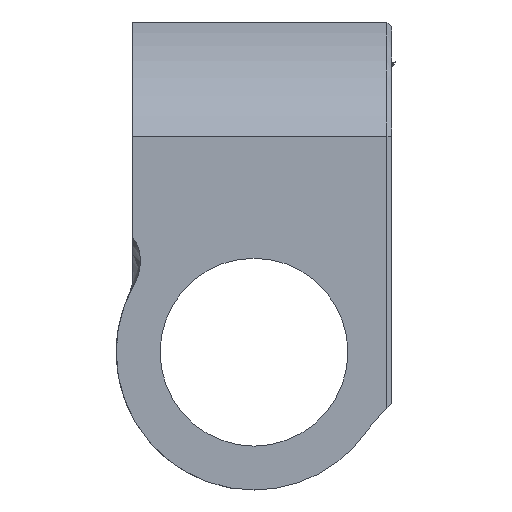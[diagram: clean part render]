
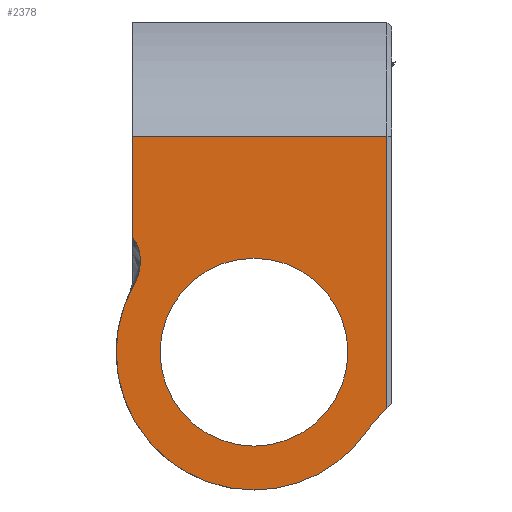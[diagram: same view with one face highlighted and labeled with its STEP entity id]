
A CAD part, front view. The second image highlights one B-rep face of the part: STEP entity #2378.
In plain terms, the highlighted planar face has unit normal (0, -1, 0).
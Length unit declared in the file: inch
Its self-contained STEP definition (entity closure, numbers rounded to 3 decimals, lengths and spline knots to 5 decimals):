
#12 = CARTESIAN_POINT ( 'NONE',  ( 2.2901, 2.16979, -1.15842 ) ) ;
#59 = CARTESIAN_POINT ( 'NONE',  ( 2.2897, 2.16979, -1.15701 ) ) ;
#153 = CARTESIAN_POINT ( 'NONE',  ( 2.29372, 2.16975, -1.17669 ) ) ;
#194 = CARTESIAN_POINT ( 'NONE',  ( 2.28354, 2.16978, -1.14055 ) ) ;
#252 = DIRECTION ( 'NONE',  ( 0., 0., -1. ) ) ;
#747 = VERTEX_POINT ( 'NONE', #5113 ) ;
#762 = CARTESIAN_POINT ( 'NONE',  ( 2.28856, 2.16976, -1.15301 ) ) ;
#773 = CARTESIAN_POINT ( 'NONE',  ( 3.31943, 2.16978, -1.93926 ) ) ;
#807 = CARTESIAN_POINT ( 'NONE',  ( 2.645, 2.16978, -1.47513 ) ) ;
#848 = CIRCLE ( 'NONE', #8759, 0.3937 ) ;
#982 = AXIS2_PLACEMENT_3D ( 'NONE', #807, #8651, #3177 ) ;
#1006 = VECTOR ( 'NONE', #7215, 39.37008 ) ;
#1103 = ORIENTED_EDGE ( 'NONE', *, *, #8667, .F. ) ;
#1129 = CIRCLE ( 'NONE', #982, 0.425 ) ;
#1137 = B_SPLINE_CURVE_WITH_KNOTS ( 'NONE', 3,
 ( #7144, #2999, #2186, #153, #5805, #7827, #2955, #7095, #1544, #12, #7052, #59, #2864, #762, #6496, #4333, #3546, #5020, #194, #2913, #1594, #8418, #5671, #8606, #6359 ),
 .UNSPECIFIED., .F., .F.,
 ( 4, 2, 2, 2, 1, 1, 2, 2, 2, 2, 1, 2, 2, 4 ),
 ( 0., 0.25, 0.375, 0.4375, 0.46875, 0.48438, 0.49219, 0.5, 0.625, 0.6875, 0.71875, 0.73438, 0.75, 1. ),
 .UNSPECIFIED. ) ;
#1146 = LINE ( 'NONE', #3923, #8294 ) ;
#1313 = ORIENTED_EDGE ( 'NONE', *, *, #7645, .F. ) ;
#1419 = VERTEX_POINT ( 'NONE', #4902 ) ;
#1544 = CARTESIAN_POINT ( 'NONE',  ( 2.29062, 2.1698, -1.16037 ) ) ;
#1553 = CARTESIAN_POINT ( 'NONE',  ( 2.27142, 2.16978, -0.80862 ) ) ;
#1557 = DIRECTION ( 'NONE',  ( 0., 1., 0. ) ) ;
#1594 = CARTESIAN_POINT ( 'NONE',  ( 2.28271, 2.16978, -1.13887 ) ) ;
#1625 = DIRECTION ( 'NONE',  ( 0., -1., 0. ) ) ;
#1657 = EDGE_CURVE ( 'NONE', #5652, #4765, #7922, .T. ) ;
#1717 = DIRECTION ( 'NONE',  ( 1., 0., 0. ) ) ;
#1752 = ORIENTED_EDGE ( 'NONE', *, *, #6088, .F. ) ;
#1755 = CARTESIAN_POINT ( 'NONE',  ( 2.28689, 2.16978, -1.242 ) ) ;
#2049 = VERTEX_POINT ( 'NONE', #8864 ) ;
#2148 = CARTESIAN_POINT ( 'NONE',  ( 2.645, 2.16978, -1.47513 ) ) ;
#2152 = CIRCLE ( 'NONE', #7867, 0.425 ) ;
#2186 = CARTESIAN_POINT ( 'NONE',  ( 2.29467, 2.16974, -1.18636 ) ) ;
#2378 = ADVANCED_FACE ( 'NONE', ( #8644, #7908 ), #5189, .F. ) ;
#2671 = VERTEX_POINT ( 'NONE', #5313 ) ;
#2769 = ORIENTED_EDGE ( 'NONE', *, *, #5914, .T. ) ;
#2863 = VERTEX_POINT ( 'NONE', #8673 ) ;
#2864 = CARTESIAN_POINT ( 'NONE',  ( 2.2896, 2.16979, -1.15665 ) ) ;
#2913 = CARTESIAN_POINT ( 'NONE',  ( 2.28304, 2.16978, -1.13954 ) ) ;
#2924 = DIRECTION ( 'NONE',  ( 0., 0., -1. ) ) ;
#2955 = CARTESIAN_POINT ( 'NONE',  ( 2.29176, 2.1698, -1.16519 ) ) ;
#2999 = CARTESIAN_POINT ( 'NONE',  ( 2.29471, 2.16978, -1.1914 ) ) ;
#3033 = CARTESIAN_POINT ( 'NONE',  ( 2.29456, 2.16978, -1.207 ) ) ;
#3177 = DIRECTION ( 'NONE',  ( 0., 0., -1. ) ) ;
#3238 = CARTESIAN_POINT ( 'NONE',  ( 3.055, 2.16978, -1.64758 ) ) ;
#3405 = ORIENTED_EDGE ( 'NONE', *, *, #7980, .T. ) ;
#3546 = CARTESIAN_POINT ( 'NONE',  ( 2.28499, 2.16978, -1.14373 ) ) ;
#3672 = DIRECTION ( 'NONE',  ( 0., 1., 0. ) ) ;
#3687 = EDGE_LOOP ( 'NONE', ( #1103, #4078 ) ) ;
#3923 = CARTESIAN_POINT ( 'NONE',  ( 2.67071, 2.16978, -0.80862 ) ) ;
#4078 = ORIENTED_EDGE ( 'NONE', *, *, #7273, .F. ) ;
#4333 = CARTESIAN_POINT ( 'NONE',  ( 2.28562, 2.16977, -1.1452 ) ) ;
#4409 = LINE ( 'NONE', #7991, #1006 ) ;
#4765 = VERTEX_POINT ( 'NONE', #4964 ) ;
#4767 = ORIENTED_EDGE ( 'NONE', *, *, #1657, .T. ) ;
#4863 = ORIENTED_EDGE ( 'NONE', *, *, #7109, .T. ) ;
#4902 = CARTESIAN_POINT ( 'NONE',  ( 3.055, 2.16978, -0.80862 ) ) ;
#4931 = AXIS2_PLACEMENT_3D ( 'NONE', #5232, #1625, #7303 ) ;
#4940 = DIRECTION ( 'NONE',  ( 0., 0., -1. ) ) ;
#4941 = CIRCLE ( 'NONE', #4931, 0.28959 ) ;
#4964 = CARTESIAN_POINT ( 'NONE',  ( 2.27142, 2.16978, -1.12188 ) ) ;
#5020 = CARTESIAN_POINT ( 'NONE',  ( 2.28403, 2.16978, -1.1416 ) ) ;
#5078 = AXIS2_PLACEMENT_3D ( 'NONE', #2148, #7841, #4940 ) ;
#5113 = CARTESIAN_POINT ( 'NONE',  ( 2.27647, 2.16978, -1.26343 ) ) ;
#5189 = PLANE ( 'NONE',  #6814 ) ;
#5232 = CARTESIAN_POINT ( 'NONE',  ( 2.645, 2.16978, -1.47513 ) ) ;
#5313 = CARTESIAN_POINT ( 'NONE',  ( 2.645, 2.16978, -1.90013 ) ) ;
#5352 = DIRECTION ( 'NONE',  ( 0., 1., 0. ) ) ;
#5652 = VERTEX_POINT ( 'NONE', #1553 ) ;
#5671 = CARTESIAN_POINT ( 'NONE',  ( 2.27908, 2.16978, -1.13178 ) ) ;
#5716 = ORIENTED_EDGE ( 'NONE', *, *, #8787, .T. ) ;
#5720 = B_SPLINE_CURVE_WITH_KNOTS ( 'NONE', 3,
 ( #8729, #3033, #8037, #1755, #7383, #7343 ),
 .UNSPECIFIED., .F., .F.,
 ( 4, 2, 4 ),
 ( 0.00199, 0.00289, 0.0038 ),
 .UNSPECIFIED. ) ;
#5805 = CARTESIAN_POINT ( 'NONE',  ( 2.29325, 2.16977, -1.17311 ) ) ;
#5914 = EDGE_CURVE ( 'NONE', #1419, #5652, #1146, .T. ) ;
#5925 = DIRECTION ( 'NONE',  ( -1., 0., 0. ) ) ;
#5953 = VERTEX_POINT ( 'NONE', #3238 ) ;
#6042 = VERTEX_POINT ( 'NONE', #7423 ) ;
#6088 = EDGE_CURVE ( 'NONE', #2671, #747, #2152, .T. ) ;
#6248 = ORIENTED_EDGE ( 'NONE', *, *, #7475, .F. ) ;
#6302 = CARTESIAN_POINT ( 'NONE',  ( 2.645, 2.16978, -1.76471 ) ) ;
#6359 = CARTESIAN_POINT ( 'NONE',  ( 2.27142, 2.16978, -1.12188 ) ) ;
#6496 = CARTESIAN_POINT ( 'NONE',  ( 2.28744, 2.16977, -1.14976 ) ) ;
#6814 = AXIS2_PLACEMENT_3D ( 'NONE', #8549, #3672, #1717 ) ;
#7052 = CARTESIAN_POINT ( 'NONE',  ( 2.28986, 2.16979, -1.15757 ) ) ;
#7095 = CARTESIAN_POINT ( 'NONE',  ( 2.29101, 2.1698, -1.162 ) ) ;
#7109 = EDGE_CURVE ( 'NONE', #6042, #5953, #848, .T. ) ;
#7115 = VECTOR ( 'NONE', #252, 39.37008 ) ;
#7144 = CARTESIAN_POINT ( 'NONE',  ( 2.29468, 2.16978, -1.19509 ) ) ;
#7215 = DIRECTION ( 'NONE',  ( 0., 0., 1. ) ) ;
#7273 = EDGE_CURVE ( 'NONE', #2049, #7664, #7874, .T. ) ;
#7303 = DIRECTION ( 'NONE',  ( 0., 0., -1. ) ) ;
#7343 = CARTESIAN_POINT ( 'NONE',  ( 2.27647, 2.16978, -1.26343 ) ) ;
#7383 = CARTESIAN_POINT ( 'NONE',  ( 2.28246, 2.16978, -1.25302 ) ) ;
#7423 = CARTESIAN_POINT ( 'NONE',  ( 2.99511, 2.16978, -1.71607 ) ) ;
#7475 = EDGE_CURVE ( 'NONE', #2863, #4765, #1137, .T. ) ;
#7645 = EDGE_CURVE ( 'NONE', #6042, #2671, #1129, .T. ) ;
#7664 = VERTEX_POINT ( 'NONE', #6302 ) ;
#7827 = CARTESIAN_POINT ( 'NONE',  ( 2.29218, 2.16979, -1.16724 ) ) ;
#7834 = CARTESIAN_POINT ( 'NONE',  ( 2.27142, 2.16978, -1.19509 ) ) ;
#7841 = DIRECTION ( 'NONE',  ( 0., -1., 0. ) ) ;
#7867 = AXIS2_PLACEMENT_3D ( 'NONE', #7985, #5352, #8156 ) ;
#7874 = CIRCLE ( 'NONE', #5078, 0.28959 ) ;
#7908 = FACE_BOUND ( 'NONE', #3687, .T. ) ;
#7922 = LINE ( 'NONE', #7834, #7115 ) ;
#7980 = EDGE_CURVE ( 'NONE', #2863, #747, #5720, .T. ) ;
#7985 = CARTESIAN_POINT ( 'NONE',  ( 2.645, 2.16978, -1.47513 ) ) ;
#7991 = CARTESIAN_POINT ( 'NONE',  ( 3.055, 2.16978, -1.19509 ) ) ;
#8037 = CARTESIAN_POINT ( 'NONE',  ( 2.29298, 2.16978, -1.21892 ) ) ;
#8156 = DIRECTION ( 'NONE',  ( 0., 0., -1. ) ) ;
#8294 = VECTOR ( 'NONE', #5925, 39.37008 ) ;
#8418 = CARTESIAN_POINT ( 'NONE',  ( 2.28257, 2.16978, -1.13861 ) ) ;
#8549 = CARTESIAN_POINT ( 'NONE',  ( 7.41554, 2.16978, -1.19509 ) ) ;
#8606 = CARTESIAN_POINT ( 'NONE',  ( 2.2753, 2.16978, -1.12632 ) ) ;
#8644 = FACE_OUTER_BOUND ( 'NONE', #9006, .T. ) ;
#8651 = DIRECTION ( 'NONE',  ( 0., 1., 0. ) ) ;
#8667 = EDGE_CURVE ( 'NONE', #7664, #2049, #4941, .T. ) ;
#8673 = CARTESIAN_POINT ( 'NONE',  ( 2.29468, 2.16978, -1.19509 ) ) ;
#8729 = CARTESIAN_POINT ( 'NONE',  ( 2.29468, 2.16978, -1.19509 ) ) ;
#8759 = AXIS2_PLACEMENT_3D ( 'NONE', #773, #1557, #2924 ) ;
#8787 = EDGE_CURVE ( 'NONE', #5953, #1419, #4409, .T. ) ;
#8864 = CARTESIAN_POINT ( 'NONE',  ( 2.645, 2.16978, -1.18554 ) ) ;
#9006 = EDGE_LOOP ( 'NONE', ( #4863, #5716, #2769, #4767, #6248, #3405, #1752, #1313 ) ) ;
